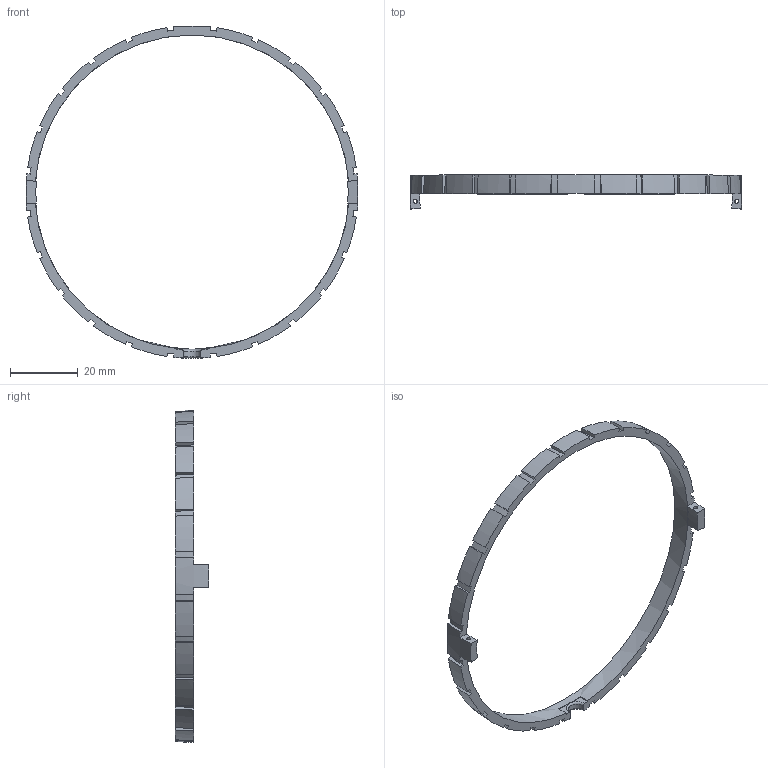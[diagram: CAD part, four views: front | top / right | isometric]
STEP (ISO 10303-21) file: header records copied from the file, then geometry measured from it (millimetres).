
FILE_DESCRIPTION(/* description */ ('Print 1, solid color.'),/* implementation_level */ '2;1');
FILE_NAME(/* name */ 'Mid Joiner Ring 1.step',/* time_stamp */ '2025-07-21T13:43:05-07:00',/* author */ (''),/* organization */ (''),/* preprocessor_version */ 'ST-DEVELOPER v20.1',/* originating_system */ 'Autodesk Translation Framework v14.10.0.0',/* authorisation */ '');
FILE_SCHEMA (('AUTOMOTIVE_DESIGN { 1 0 10303 214 3 1 1 }'));
Length unit declared in the file: millimetre
Products named in the file (1): Mid Joiner Ring 1
Bounding box: 98.01 x 10.03 x 98.12 mm (x, y, z)
Volume: 4135.9 mm3; surface area: 5187.2 mm2
Topology: 1 solids, 1 shells, 120 faces, 353 edges, 234 vertices
Faces by surface type: cone 50, sphere 50, plane 14, torus 4, cylinder 2
Full cylindrical faces by diameter (mm): 92.85 x1
Entity records: 4140 total; most frequent: CARTESIAN_POINT 804, DIRECTION 778, ORIENTED_EDGE 706, EDGE_CURVE 353, AXIS2_PLACEMENT_3D 352, VERTEX_POINT 234, CIRCLE 231, EDGE_LOOP 125
